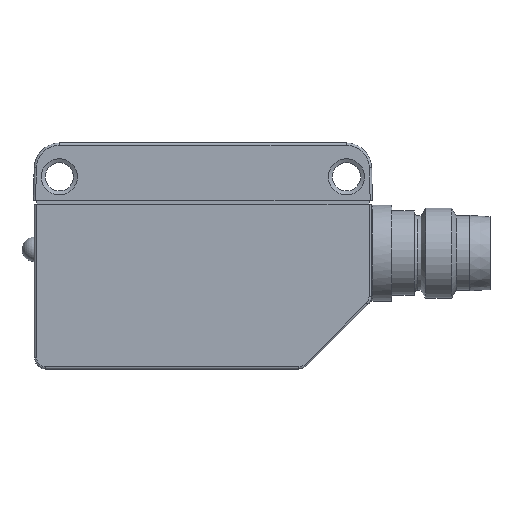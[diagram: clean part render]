
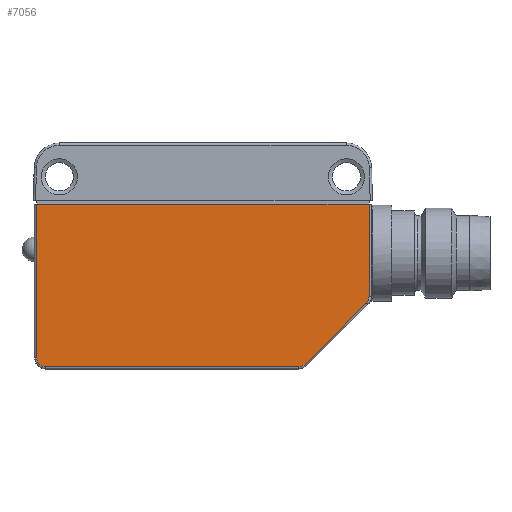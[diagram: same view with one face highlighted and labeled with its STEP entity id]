
A CAD part, left-side view. The second image highlights one B-rep face of the part: STEP entity #7056.
In plain terms, the highlighted planar face has unit normal (-1, 0, 0).
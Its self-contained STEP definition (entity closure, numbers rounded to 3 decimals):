
#340=PLANE('',#7706);
#664=FACE_OUTER_BOUND('',#1176,.T.);
#1176=EDGE_LOOP('',(#5494,#5495,#5496,#5497,#5498,#5499,#5500,#5501));
#1680=LINE('',#11478,#2271);
#1681=LINE('',#11480,#2272);
#1682=LINE('',#11484,#2273);
#1683=LINE('',#11488,#2274);
#1684=LINE('',#11491,#2275);
#2271=VECTOR('',#9118,29.4);
#2272=VECTOR('',#9119,13.6);
#2273=VECTOR('',#9122,22.386);
#2274=VECTOR('',#9125,7.657);
#2275=VECTOR('',#9128,8.186);
#2871=CIRCLE('',#7707,0.8);
#2872=CIRCLE('',#7708,0.8);
#2873=CIRCLE('',#7709,0.8);
#3343=VERTEX_POINT('',#11476);
#3344=VERTEX_POINT('',#11477);
#3345=VERTEX_POINT('',#11479);
#3346=VERTEX_POINT('',#11481);
#3347=VERTEX_POINT('',#11483);
#3348=VERTEX_POINT('',#11485);
#3349=VERTEX_POINT('',#11487);
#3350=VERTEX_POINT('',#11489);
#4131=EDGE_CURVE('',#3343,#3344,#1680,.T.);
#4132=EDGE_CURVE('',#3344,#3345,#1681,.T.);
#4133=EDGE_CURVE('',#3345,#3346,#2871,.T.);
#4134=EDGE_CURVE('',#3346,#3347,#1682,.T.);
#4135=EDGE_CURVE('',#3347,#3348,#2872,.T.);
#4136=EDGE_CURVE('',#3348,#3349,#1683,.T.);
#4137=EDGE_CURVE('',#3349,#3350,#2873,.T.);
#4138=EDGE_CURVE('',#3350,#3343,#1684,.T.);
#5494=ORIENTED_EDGE('',*,*,#4131,.T.);
#5495=ORIENTED_EDGE('',*,*,#4132,.T.);
#5496=ORIENTED_EDGE('',*,*,#4133,.T.);
#5497=ORIENTED_EDGE('',*,*,#4134,.T.);
#5498=ORIENTED_EDGE('',*,*,#4135,.T.);
#5499=ORIENTED_EDGE('',*,*,#4136,.T.);
#5500=ORIENTED_EDGE('',*,*,#4137,.T.);
#5501=ORIENTED_EDGE('',*,*,#4138,.T.);
#7056=ADVANCED_FACE('',(#664),#340,.F.);
#7706=AXIS2_PLACEMENT_3D('',#11475,#9116,#9117);
#7707=AXIS2_PLACEMENT_3D('',#11482,#9120,#9121);
#7708=AXIS2_PLACEMENT_3D('',#11486,#9123,#9124);
#7709=AXIS2_PLACEMENT_3D('',#11490,#9126,#9127);
#9116=DIRECTION('center_axis',(1.,0.,0.));
#9117=DIRECTION('ref_axis',(0.,0.,-1.));
#9118=DIRECTION('',(0.,1.,0.));
#9119=DIRECTION('',(0.,0.,-1.));
#9120=DIRECTION('center_axis',(-1.,0.,0.));
#9121=DIRECTION('ref_axis',(0.,0.,-1.));
#9122=DIRECTION('',(0.,-1.,0.));
#9123=DIRECTION('center_axis',(-1.,0.,0.));
#9124=DIRECTION('ref_axis',(0.,0.,-1.));
#9125=DIRECTION('',(0.,-0.707,0.707));
#9126=DIRECTION('center_axis',(-1.,0.,0.));
#9127=DIRECTION('ref_axis',(0.,0.,-1.));
#9128=DIRECTION('',(0.,0.,1.));
#11475=CARTESIAN_POINT('Origin',(-5.3,-14.9,-20.));
#11476=CARTESIAN_POINT('',(-5.3,-14.7,-5.4));
#11477=CARTESIAN_POINT('',(-5.3,14.7,-5.4));
#11478=CARTESIAN_POINT('',(-5.3,-14.9,-5.4));
#11479=CARTESIAN_POINT('',(-5.3,14.7,-19.));
#11480=CARTESIAN_POINT('',(-5.3,14.7,-20.));
#11481=CARTESIAN_POINT('',(-5.3,13.9,-19.8));
#11482=CARTESIAN_POINT('Origin',(-5.3,13.9,-19.));
#11483=CARTESIAN_POINT('',(-5.3,-8.486,-19.8));
#11484=CARTESIAN_POINT('',(-5.3,-8.486,-19.8));
#11485=CARTESIAN_POINT('',(-5.3,-9.051,-19.566));
#11486=CARTESIAN_POINT('Origin',(-5.3,-8.486,-19.));
#11487=CARTESIAN_POINT('',(-5.3,-14.466,-14.151));
#11488=CARTESIAN_POINT('',(-5.3,-14.466,-14.151));
#11489=CARTESIAN_POINT('',(-5.3,-14.7,-13.586));
#11490=CARTESIAN_POINT('Origin',(-5.3,-13.9,-13.586));
#11491=CARTESIAN_POINT('',(-5.3,-14.7,-20.));
